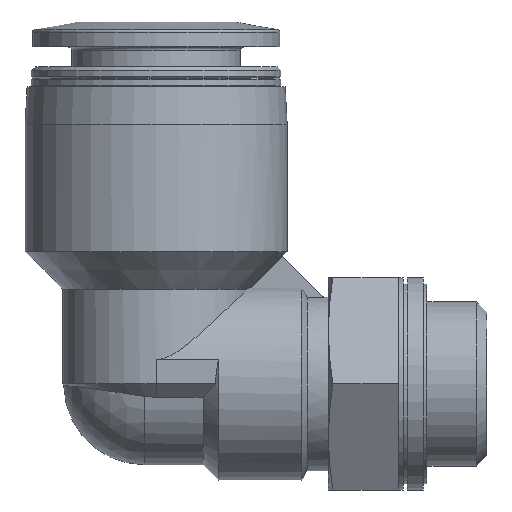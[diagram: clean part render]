
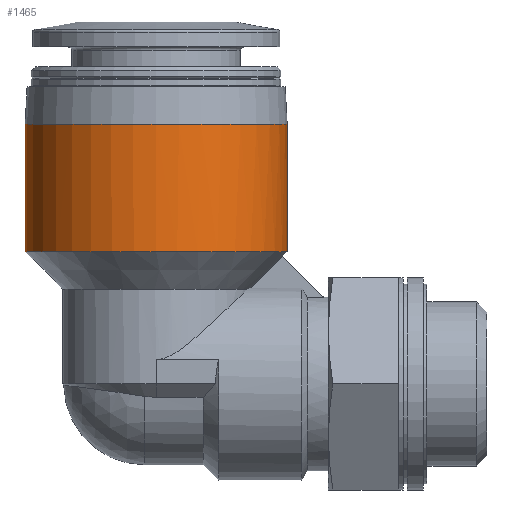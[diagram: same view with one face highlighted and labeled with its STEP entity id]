
A CAD part, left-side view. The second image highlights one B-rep face of the part: STEP entity #1465.
In plain terms, the highlighted cylindrical face has radius 10.5 mm (diameter 21 mm), a full revolution.
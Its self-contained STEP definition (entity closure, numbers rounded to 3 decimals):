
#362=ORIENTED_EDGE('',*,*,#425,.F.);
#363=ORIENTED_EDGE('',*,*,#520,.T.);
#425=EDGE_CURVE('',#545,#545,#623,.T.);
#520=EDGE_CURVE('',#612,#612,#667,.T.);
#545=VERTEX_POINT('',#1957);
#612=VERTEX_POINT('',#2253);
#623=CIRCLE('',#1496,10.5);
#667=CIRCLE('',#1592,10.5);
#759=EDGE_LOOP('',(#362));
#760=EDGE_LOOP('',(#363));
#868=FACE_BOUND('',#759,.T.);
#869=FACE_BOUND('',#760,.T.);
#906=CYLINDRICAL_SURFACE('',#1593,10.5);
#1465=ADVANCED_FACE('',(#868,#869),#906,.T.);
#1496=AXIS2_PLACEMENT_3D('',#1956,#1639,#1640);
#1592=AXIS2_PLACEMENT_3D('',#2252,#1859,#1860);
#1593=AXIS2_PLACEMENT_3D('',#2254,#1861,#1862);
#1639=DIRECTION('',(0.,0.,-1.));
#1640=DIRECTION('',(-1.,0.,0.));
#1859=DIRECTION('',(0.,0.,-1.));
#1860=DIRECTION('',(-1.,0.,0.));
#1861=DIRECTION('',(0.,0.,-1.));
#1862=DIRECTION('',(-1.,0.,0.));
#1956=CARTESIAN_POINT('',(0.,21.7,10.6));
#1957=CARTESIAN_POINT('',(-10.5,21.7,10.6));
#2252=CARTESIAN_POINT('',(0.,21.7,20.8));
#2253=CARTESIAN_POINT('',(-10.5,21.7,20.8));
#2254=CARTESIAN_POINT('',(0.,21.7,0.));
